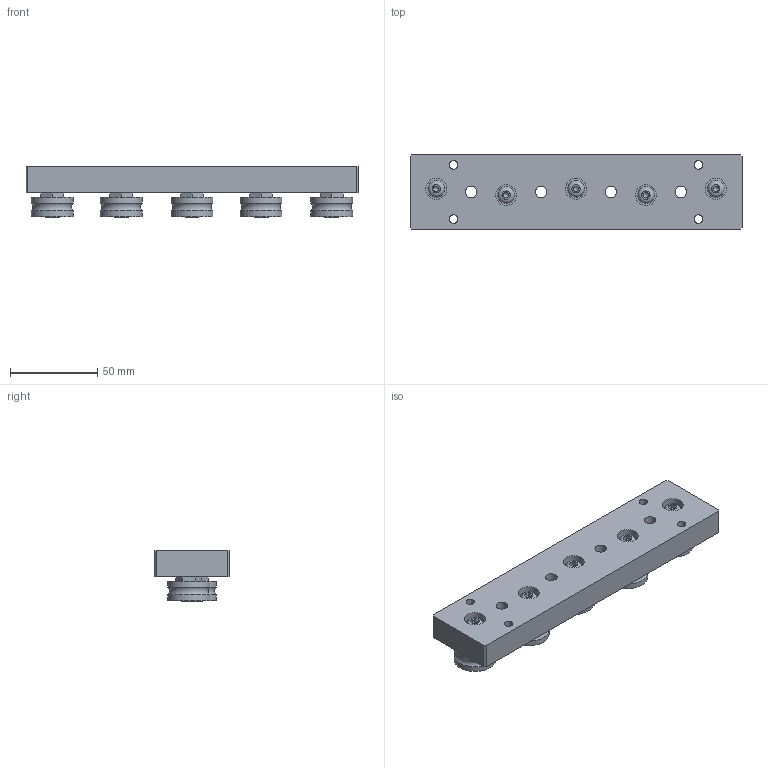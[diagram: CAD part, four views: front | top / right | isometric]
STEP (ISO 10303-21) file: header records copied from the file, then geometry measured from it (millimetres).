
FILE_DESCRIPTION(/* description */ ('CARRELLO IL43 5 ROT. L=190'),/* implementation_level */ '2;1');
FILE_NAME(/* name */ 'GCARO0000042.stp',/* time_stamp */ '2022-07-28T15:40:27+02:00',/* author */ ('tecnico3.vi'),/* organization */ (''),/* preprocessor_version */ 'ST-DEVELOPER v18.1',/* originating_system */ 'Autodesk Inventor 2022',/* authorisation */ '');
FILE_SCHEMA (('AUTOMOTIVE_DESIGN { 1 0 10303 214 3 1 1 }'));
Length unit declared in the file: millimetre
Products named in the file (10): GCARO0000042; DM70CT0009-A; DM80VI0042-A; CROPI0000020; DM23.524.01C; 959540003593; 959540003594; DM23.524.01E; DM70PRR0006-A; 80RT00002
Assembly tree (20 placements, depth 3):
  GCARO0000042
    DM70CT0009-A
    DM80VI0042-A  x5
    CROPI0000020  x5
    DM23.524.01C  x3
      959540003593
      959540003594
    DM23.524.01E  x2
      DM70PRR0006-A
      80RT00002
Bounding box: 190 x 43 x 28.9 mm (x, y, z)
Volume: 141350.4 mm3; surface area: 44938.5 mm2
Topology: 21 solids, 21 shells, 278 faces, 578 edges, 382 vertices
Faces by surface type: plane 150, cylinder 93, cone 20, torus 15
Full cylindrical faces by diameter (mm): 4.134 x5, 4.917 x4, 5 x5, 6.2 x5, 6.4 x5, 6.647 x4, 8 x20, 9.5 x5, 12 x20, 19 x10, 24 x10
Entity records: 3575 total; most frequent: DIRECTION 612, CARTESIAN_POINT 544, ORIENTED_EDGE 462, AXIS2_PLACEMENT_3D 245, EDGE_CURVE 231, EDGE_LOOP 167, VERTEX_POINT 156, LINE 122
